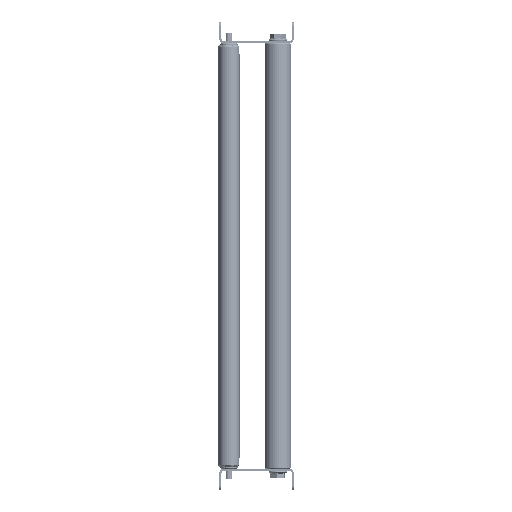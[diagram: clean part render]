
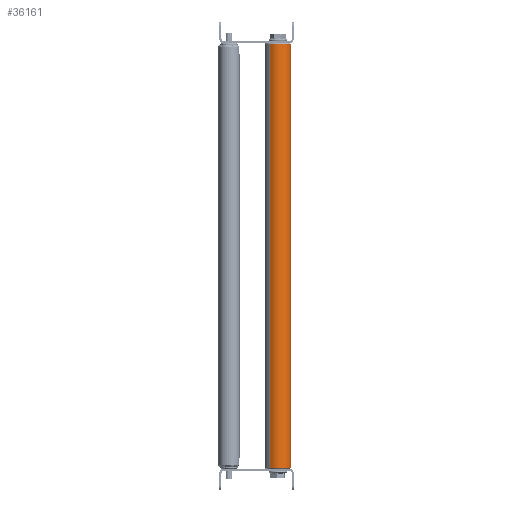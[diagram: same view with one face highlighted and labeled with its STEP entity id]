
A CAD part, left-side view. The second image highlights one B-rep face of the part: STEP entity #36161.
In plain terms, the highlighted cylindrical face has radius 12.5 mm (diameter 25 mm), a partial arc.
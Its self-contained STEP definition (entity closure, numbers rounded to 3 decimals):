
#1736 = VERTEX_POINT ( 'NONE', #40072 ) ;
#3725 = CARTESIAN_POINT ( 'NONE',  ( 400., 0., 0. ) ) ;
#5121 = CIRCLE ( 'NONE', #8075, 12.5 ) ;
#7071 = DIRECTION ( 'NONE',  ( 1., 0., 0. ) ) ;
#8075 = AXIS2_PLACEMENT_3D ( 'NONE', #39144, #7071, #28856 ) ;
#8153 = EDGE_CURVE ( 'NONE', #27681, #21259, #15784, .T. ) ;
#8654 = CARTESIAN_POINT ( 'NONE',  ( 400., 0., 12.5 ) ) ;
#8897 = VECTOR ( 'NONE', #42423, 1000. ) ;
#12061 = AXIS2_PLACEMENT_3D ( 'NONE', #28318, #42564, #28775 ) ;
#13407 = ORIENTED_EDGE ( 'NONE', *, *, #33672, .T. ) ;
#13909 = EDGE_CURVE ( 'NONE', #1736, #18706, #5121, .T. ) ;
#15784 = CIRCLE ( 'NONE', #12061, 12.5 ) ;
#16817 = ORIENTED_EDGE ( 'NONE', *, *, #8153, .T. ) ;
#17519 = DIRECTION ( 'NONE',  ( -1., 0., 0. ) ) ;
#18706 = VERTEX_POINT ( 'NONE', #43760 ) ;
#21259 = VERTEX_POINT ( 'NONE', #35743 ) ;
#21971 = CYLINDRICAL_SURFACE ( 'NONE', #40394, 12.5 ) ;
#22961 = DIRECTION ( 'NONE',  ( -1., 0., 0. ) ) ;
#23749 = LINE ( 'NONE', #24212, #8897 ) ;
#24212 = CARTESIAN_POINT ( 'NONE',  ( 400., 0., -12.5 ) ) ;
#25021 = FACE_OUTER_BOUND ( 'NONE', #32335, .T. ) ;
#26309 = ORIENTED_EDGE ( 'NONE', *, *, #28591, .F. ) ;
#27681 = VERTEX_POINT ( 'NONE', #36934 ) ;
#28318 = CARTESIAN_POINT ( 'NONE',  ( 399., 0., 0. ) ) ;
#28591 = EDGE_CURVE ( 'NONE', #27681, #18706, #30680, .T. ) ;
#28775 = DIRECTION ( 'NONE',  ( 0., 0., -1. ) ) ;
#28856 = DIRECTION ( 'NONE',  ( 0., 0., -1. ) ) ;
#30680 = LINE ( 'NONE', #8654, #42852 ) ;
#32335 = EDGE_LOOP ( 'NONE', ( #16817, #13407, #41117, #26309 ) ) ;
#33672 = EDGE_CURVE ( 'NONE', #21259, #1736, #23749, .T. ) ;
#35743 = CARTESIAN_POINT ( 'NONE',  ( 399., 0., -12.5 ) ) ;
#36161 = ADVANCED_FACE ( 'NONE', ( #25021 ), #21971, .T. ) ;
#36245 = DIRECTION ( 'NONE',  ( 0., 0., 1. ) ) ;
#36934 = CARTESIAN_POINT ( 'NONE',  ( 399., 0., 12.5 ) ) ;
#39144 = CARTESIAN_POINT ( 'NONE',  ( 1., 0., 0. ) ) ;
#40072 = CARTESIAN_POINT ( 'NONE',  ( 1., 0., -12.5 ) ) ;
#40394 = AXIS2_PLACEMENT_3D ( 'NONE', #3725, #17519, #36245 ) ;
#41117 = ORIENTED_EDGE ( 'NONE', *, *, #13909, .T. ) ;
#42423 = DIRECTION ( 'NONE',  ( -1., 0., 0. ) ) ;
#42564 = DIRECTION ( 'NONE',  ( -1., 0., 0. ) ) ;
#42852 = VECTOR ( 'NONE', #22961, 1000. ) ;
#43760 = CARTESIAN_POINT ( 'NONE',  ( 1., 0., 12.5 ) ) ;
